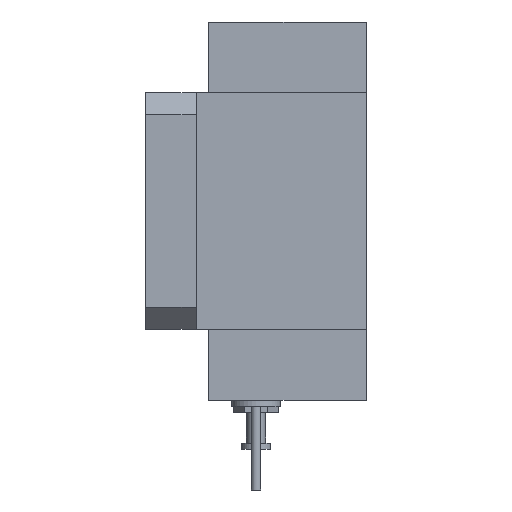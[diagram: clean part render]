
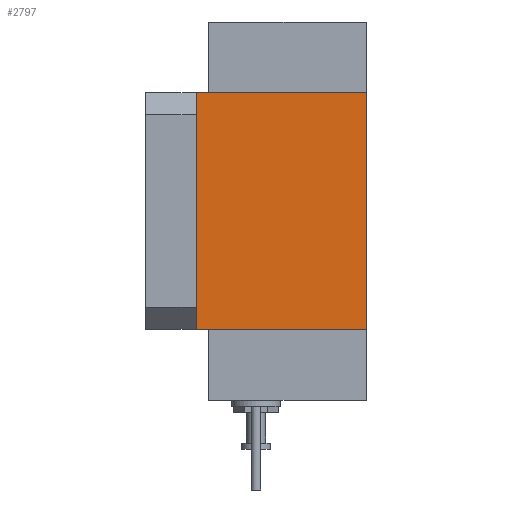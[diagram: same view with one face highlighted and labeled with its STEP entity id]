
A CAD part, left-side view. The second image highlights one B-rep face of the part: STEP entity #2797.
In plain terms, the highlighted planar face has unit normal (-1, 0, 0).
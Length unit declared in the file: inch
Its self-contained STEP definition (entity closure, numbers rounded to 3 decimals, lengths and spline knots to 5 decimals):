
#163 = EDGE_CURVE ( 'NONE', #3285, #2921, #459, .T. ) ;
#192 = VECTOR ( 'NONE', #1587, 39.37008 ) ;
#268 = EDGE_CURVE ( 'NONE', #1393, #3285, #3333, .T. ) ;
#459 = LINE ( 'NONE', #1140, #3446 ) ;
#530 = DIRECTION ( 'NONE',  ( 0., 0., 1. ) ) ;
#567 = ORIENTED_EDGE ( 'NONE', *, *, #163, .F. ) ;
#578 = DIRECTION ( 'NONE',  ( 0., 1., 0. ) ) ;
#662 = DIRECTION ( 'NONE',  ( 1., 0., 0. ) ) ;
#974 = LINE ( 'NONE', #3188, #3178 ) ;
#1140 = CARTESIAN_POINT ( 'NONE',  ( -0.785, 0.54, -0.375 ) ) ;
#1282 = VERTEX_POINT ( 'NONE', #2514 ) ;
#1353 = EDGE_CURVE ( 'NONE', #1282, #2921, #2256, .T. ) ;
#1393 = VERTEX_POINT ( 'NONE', #4274 ) ;
#1471 = ORIENTED_EDGE ( 'NONE', *, *, #268, .F. ) ;
#1570 = PLANE ( 'NONE',  #4041 ) ;
#1587 = DIRECTION ( 'NONE',  ( 0., 1., 0. ) ) ;
#1949 = CARTESIAN_POINT ( 'NONE',  ( -0.785, 0., 0.375 ) ) ;
#1960 = ORIENTED_EDGE ( 'NONE', *, *, #3158, .T. ) ;
#2256 = LINE ( 'NONE', #1949, #3982 ) ;
#2301 = DIRECTION ( 'NONE',  ( 0., 1., 0. ) ) ;
#2482 = EDGE_LOOP ( 'NONE', ( #2723, #567, #1471, #1960 ) ) ;
#2514 = CARTESIAN_POINT ( 'NONE',  ( -0.785, 0., 0.375 ) ) ;
#2692 = CARTESIAN_POINT ( 'NONE',  ( -0.785, 0.54, 0.375 ) ) ;
#2723 = ORIENTED_EDGE ( 'NONE', *, *, #1353, .T. ) ;
#2797 = ADVANCED_FACE ( 'NONE', ( #3398 ), #1570, .F. ) ;
#2921 = VERTEX_POINT ( 'NONE', #2692 ) ;
#3158 = EDGE_CURVE ( 'NONE', #1393, #1282, #974, .T. ) ;
#3178 = VECTOR ( 'NONE', #530, 39.37008 ) ;
#3188 = CARTESIAN_POINT ( 'NONE',  ( -0.785, 0., -0.375 ) ) ;
#3285 = VERTEX_POINT ( 'NONE', #3987 ) ;
#3333 = LINE ( 'NONE', #3899, #192 ) ;
#3398 = FACE_OUTER_BOUND ( 'NONE', #2482, .T. ) ;
#3446 = VECTOR ( 'NONE', #4129, 39.37008 ) ;
#3899 = CARTESIAN_POINT ( 'NONE',  ( -0.785, 0., -0.375 ) ) ;
#3982 = VECTOR ( 'NONE', #2301, 39.37008 ) ;
#3987 = CARTESIAN_POINT ( 'NONE',  ( -0.785, 0.54, -0.375 ) ) ;
#4027 = CARTESIAN_POINT ( 'NONE',  ( -0.785, 0., -0.375 ) ) ;
#4041 = AXIS2_PLACEMENT_3D ( 'NONE', #4027, #662, #578 ) ;
#4129 = DIRECTION ( 'NONE',  ( 0., 0., 1. ) ) ;
#4274 = CARTESIAN_POINT ( 'NONE',  ( -0.785, 0., -0.375 ) ) ;
